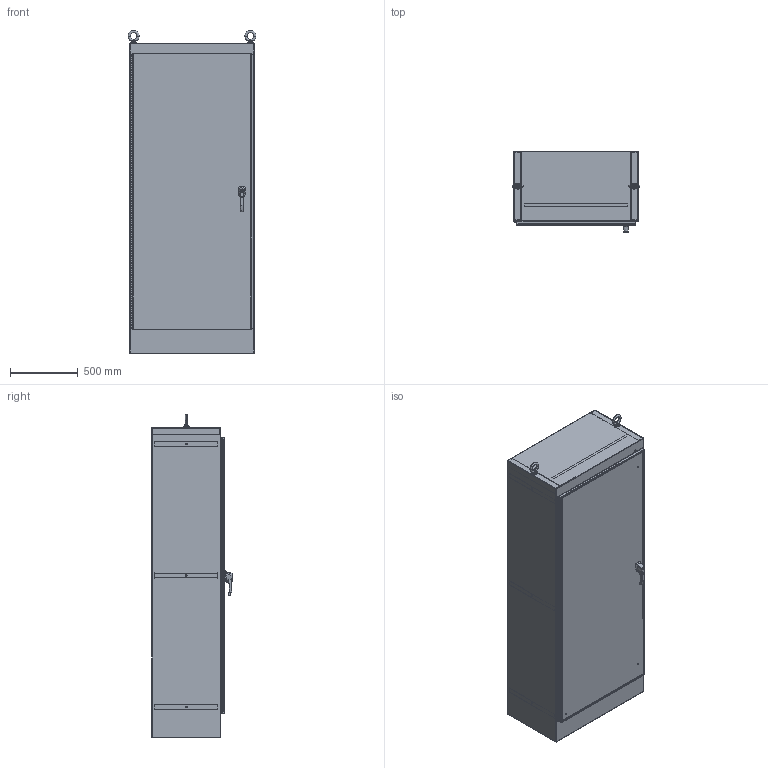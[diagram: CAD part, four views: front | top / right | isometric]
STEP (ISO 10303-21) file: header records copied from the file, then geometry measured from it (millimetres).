
FILE_DESCRIPTION (( 'STEP AP203' ), '1' );
FILE_NAME ('1418YY20_Default.step', '2019-11-03T00:44:45', ( '' ), ( '' ), 'SwSTEP 2.0', 'SolidWorks 2019', '' );
FILE_SCHEMA (( 'CONFIG_CONTROL_DESIGN' ));
Length unit declared in the file: inch
Products named in the file (1): 1418YY20_Default
Bounding box: 942.81 x 593.39 x 2380.31 mm (x, y, z)
Volume: 20805510.1 mm3; surface area: 17330311 mm2
Topology: 54 solids, 55 shells, 2644 faces, 7224 edges, 4696 vertices
Faces by surface type: cylinder 1343, plane 1136, cone 78, bspline 71, torus 16
Entity records: 95877 total; most frequent: CARTESIAN_POINT 27179, DIRECTION 14753, ORIENTED_EDGE 14420, EDGE_CURVE 7210, AXIS2_PLACEMENT_3D 5355, VERTEX_POINT 4696, LINE 4043, VECTOR 4043
